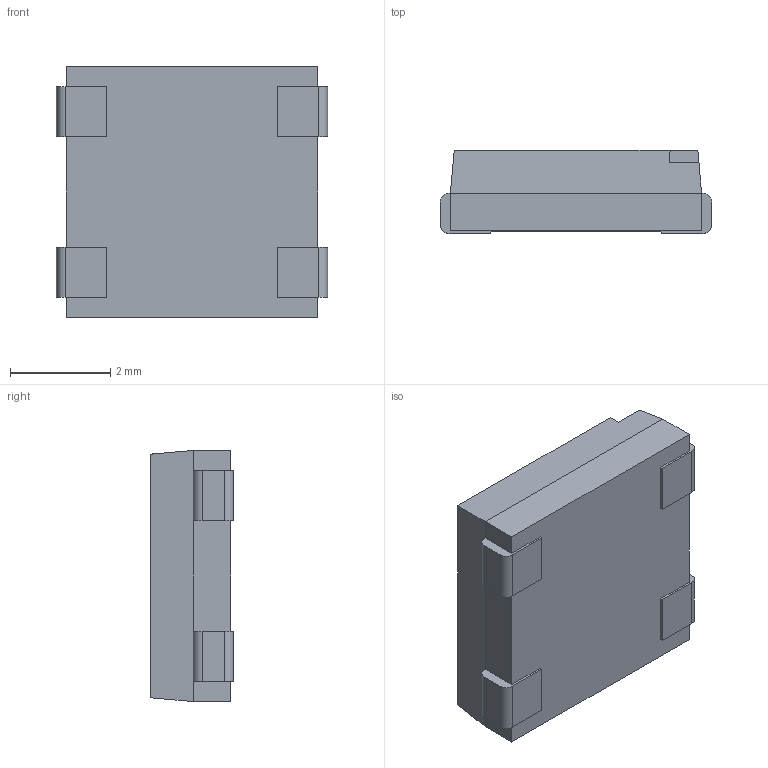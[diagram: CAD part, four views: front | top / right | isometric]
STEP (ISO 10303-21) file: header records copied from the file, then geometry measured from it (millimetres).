
FILE_DESCRIPTION (( 'STEP AP214' ), '1' );
FILE_NAME ('IN-PI55QATPRPGPBPW-XX.STEP', '2023-04-25T01:45:57', ( '' ), ( '' ), 'SwSTEP 2.0', 'SolidWorks 2018', '' );
FILE_SCHEMA (( 'AUTOMOTIVE_DESIGN' ));
Length unit declared in the file: millimetre
Products named in the file (1): IN-PI55QATPRPGPBPW-XX
Bounding box: 5.4 x 1.65 x 5 mm (x, y, z)
Volume: 40.1 mm3; surface area: 83.2 mm2
Topology: 1 solids, 1 shells, 48 faces, 126 edges, 80 vertices
Faces by surface type: plane 40, cylinder 8
Entity records: 1484 total; most frequent: CARTESIAN_POINT 255, ORIENTED_EDGE 252, DIRECTION 240, EDGE_CURVE 126, LINE 110, VECTOR 110, VERTEX_POINT 80, AXIS2_PLACEMENT_3D 65
